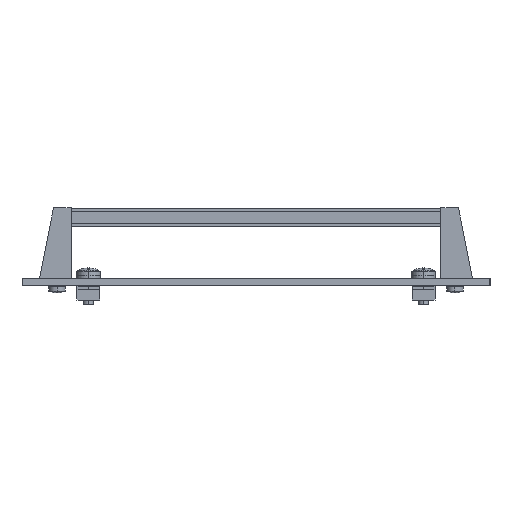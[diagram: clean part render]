
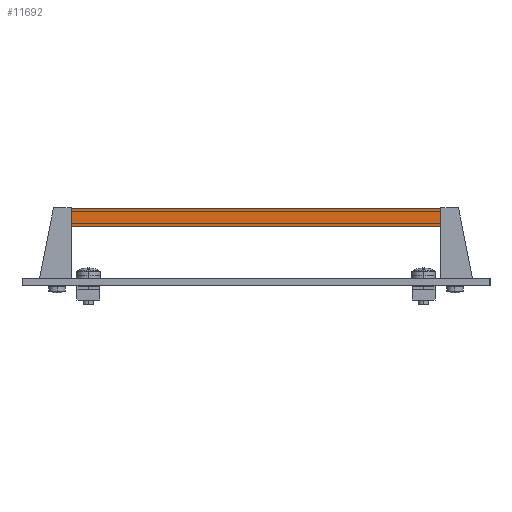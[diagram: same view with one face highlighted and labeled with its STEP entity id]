
A CAD part, left-side view. The second image highlights one B-rep face of the part: STEP entity #11692.
In plain terms, the highlighted planar face has unit normal (-1, 0, 0).
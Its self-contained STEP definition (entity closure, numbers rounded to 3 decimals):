
#12 = LINE ( 'NONE', #6488, #14552 ) ;
#134 = DIRECTION ( 'NONE',  ( 0., 0., -1. ) ) ;
#825 = EDGE_CURVE ( 'NONE', #8735, #11478, #2289, .T. ) ;
#2289 = LINE ( 'NONE', #10153, #10285 ) ;
#2626 = CARTESIAN_POINT ( 'NONE',  ( -215.9, 105., 39.5 ) ) ;
#2908 = EDGE_CURVE ( 'NONE', #4441, #8735, #12, .T. ) ;
#2934 = PLANE ( 'NONE',  #4549 ) ;
#3013 = EDGE_CURVE ( 'NONE', #13040, #11478, #4140, .T. ) ;
#3641 = DIRECTION ( 'NONE',  ( 0., 1., 0. ) ) ;
#3856 = DIRECTION ( 'NONE',  ( 1., 0., 0. ) ) ;
#4140 = LINE ( 'NONE', #2626, #13177 ) ;
#4441 = VERTEX_POINT ( 'NONE', #6357 ) ;
#4549 = AXIS2_PLACEMENT_3D ( 'NONE', #10773, #3856, #134 ) ;
#5366 = CARTESIAN_POINT ( 'NONE',  ( -215.9, -105., 29.7 ) ) ;
#6166 = EDGE_LOOP ( 'NONE', ( #8221, #12188, #12705, #8011 ) ) ;
#6357 = CARTESIAN_POINT ( 'NONE',  ( -215.9, -105., 39.5 ) ) ;
#6488 = CARTESIAN_POINT ( 'NONE',  ( -215.9, -105., 39.5 ) ) ;
#7978 = LINE ( 'NONE', #10282, #12642 ) ;
#8011 = ORIENTED_EDGE ( 'NONE', *, *, #825, .F. ) ;
#8221 = ORIENTED_EDGE ( 'NONE', *, *, #2908, .F. ) ;
#8735 = VERTEX_POINT ( 'NONE', #5366 ) ;
#9187 = FACE_OUTER_BOUND ( 'NONE', #6166, .T. ) ;
#9944 = CARTESIAN_POINT ( 'NONE',  ( -215.9, 105., 29.7 ) ) ;
#10153 = CARTESIAN_POINT ( 'NONE',  ( -215.9, -118.859, 29.7 ) ) ;
#10282 = CARTESIAN_POINT ( 'NONE',  ( -215.9, -118.859, 39.5 ) ) ;
#10285 = VECTOR ( 'NONE', #3641, 1000. ) ;
#10773 = CARTESIAN_POINT ( 'NONE',  ( -215.9, -118.859, 39.5 ) ) ;
#11478 = VERTEX_POINT ( 'NONE', #9944 ) ;
#11555 = DIRECTION ( 'NONE',  ( 0., 0., -1. ) ) ;
#11692 = ADVANCED_FACE ( 'NONE', ( #9187 ), #2934, .F. ) ;
#11809 = DIRECTION ( 'NONE',  ( 0., 0., -1. ) ) ;
#12188 = ORIENTED_EDGE ( 'NONE', *, *, #16033, .T. ) ;
#12642 = VECTOR ( 'NONE', #15452, 1000. ) ;
#12705 = ORIENTED_EDGE ( 'NONE', *, *, #3013, .T. ) ;
#12741 = CARTESIAN_POINT ( 'NONE',  ( -215.9, 105., 39.5 ) ) ;
#13040 = VERTEX_POINT ( 'NONE', #12741 ) ;
#13177 = VECTOR ( 'NONE', #11555, 1000. ) ;
#14552 = VECTOR ( 'NONE', #11809, 1000. ) ;
#15452 = DIRECTION ( 'NONE',  ( 0., 1., 0. ) ) ;
#16033 = EDGE_CURVE ( 'NONE', #4441, #13040, #7978, .T. ) ;
